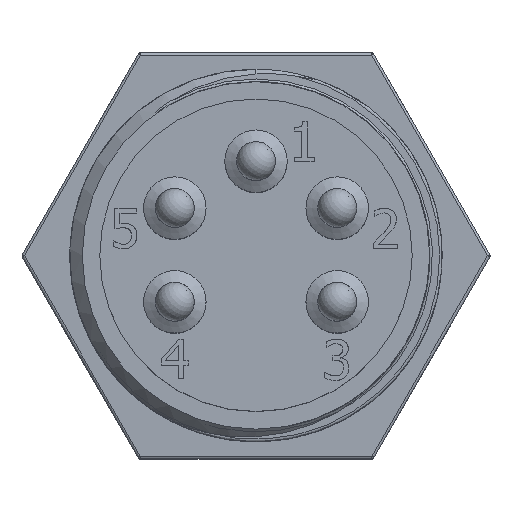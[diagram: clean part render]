
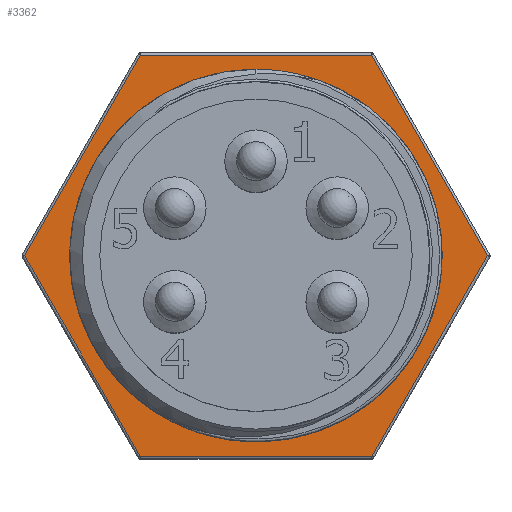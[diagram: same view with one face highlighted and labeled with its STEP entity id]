
A CAD part, top view. The second image highlights one B-rep face of the part: STEP entity #3362.
In plain terms, the highlighted planar face has unit normal (0, 0, 1).
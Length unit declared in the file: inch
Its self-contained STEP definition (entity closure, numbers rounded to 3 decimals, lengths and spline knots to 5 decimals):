
#93=FACE_BOUND($,#764,.T.);
#160=CIRCLE($,#3547,0.363);
#552=FACE_OUTER_BOUND($,#763,.T.);
#763=EDGE_LOOP($,(#2681,#2682,#2683,#2684,#2685,#2686));
#764=EDGE_LOOP($,(#2687));
#1081=LINE($,#13278,#1288);
#1082=LINE($,#13280,#1289);
#1083=LINE($,#13282,#1290);
#1084=LINE($,#13284,#1291);
#1085=LINE($,#13285,#1292);
#1086=LINE($,#13286,#1293);
#1288=VECTOR($,#4052,0.46303);
#1289=VECTOR($,#4053,0.46303);
#1290=VECTOR($,#4054,0.46303);
#1291=VECTOR($,#4055,0.46303);
#1292=VECTOR($,#4056,0.46303);
#1293=VECTOR($,#4057,0.46303);
#1541=VERTEX_POINT($,#13266);
#1544=VERTEX_POINT($,#13273);
#1545=VERTEX_POINT($,#13277);
#1546=VERTEX_POINT($,#13279);
#1547=VERTEX_POINT($,#13281);
#1548=VERTEX_POINT($,#13283);
#1549=VERTEX_POINT($,#13287);
#1954=EDGE_CURVE($,#1545,#1541,#1081,.T.);
#1955=EDGE_CURVE($,#1546,#1545,#1082,.T.);
#1956=EDGE_CURVE($,#1547,#1546,#1083,.T.);
#1957=EDGE_CURVE($,#1548,#1547,#1084,.T.);
#1958=EDGE_CURVE($,#1544,#1548,#1085,.T.);
#1959=EDGE_CURVE($,#1541,#1544,#1086,.T.);
#1960=EDGE_CURVE($,#1549,#1549,#160,.T.);
#2681=ORIENTED_EDGE($,*,*,#1954,.F.);
#2682=ORIENTED_EDGE($,*,*,#1955,.F.);
#2683=ORIENTED_EDGE($,*,*,#1956,.F.);
#2684=ORIENTED_EDGE($,*,*,#1957,.F.);
#2685=ORIENTED_EDGE($,*,*,#1958,.F.);
#2686=ORIENTED_EDGE($,*,*,#1959,.F.);
#2687=ORIENTED_EDGE($,*,*,#1960,.F.);
#3029=PLANE($,#3546);
#3362=ADVANCED_FACE($,(#552,#93),#3029,.F.);
#3546=AXIS2_PLACEMENT_3D($,#13276,#4050,#4051);
#3547=AXIS2_PLACEMENT_3D($,#13288,#4058,#4059);
#4050=DIRECTION('center_axis',(0.,0.,-1.));
#4051=DIRECTION('ref_axis',(-1.,0.,0.));
#4052=DIRECTION($,(0.5,0.866,0.));
#4053=DIRECTION($,(-0.5,0.866,0.));
#4054=DIRECTION($,(-1.,0.,0.));
#4055=DIRECTION($,(-0.5,-0.866,0.));
#4056=DIRECTION($,(0.5,-0.866,0.));
#4057=DIRECTION($,(1.,0.,0.));
#4058=DIRECTION('center_axis',(0.,0.,1.));
#4059=DIRECTION('ref_axis',(-1.,0.,0.));
#13266=CARTESIAN_POINT('',(-0.23152,0.401,0.25));
#13273=CARTESIAN_POINT('',(0.23152,0.401,0.25));
#13276=CARTESIAN_POINT('Origin',(-0.2344,0.406,0.25));
#13277=CARTESIAN_POINT('',(-0.46303,0.,0.25));
#13278=CARTESIAN_POINT($,(-0.46303,0.,0.25));
#13279=CARTESIAN_POINT('',(-0.23152,-0.401,0.25));
#13280=CARTESIAN_POINT($,(-0.23152,-0.401,0.25));
#13281=CARTESIAN_POINT('',(0.23152,-0.401,0.25));
#13282=CARTESIAN_POINT($,(0.23152,-0.401,0.25));
#13283=CARTESIAN_POINT('',(0.46303,0.,0.25));
#13284=CARTESIAN_POINT($,(0.46303,0.,0.25));
#13285=CARTESIAN_POINT($,(0.23152,0.401,0.25));
#13286=CARTESIAN_POINT($,(-0.23152,0.401,0.25));
#13287=CARTESIAN_POINT('',(-0.363,0.,0.25));
#13288=CARTESIAN_POINT('Origin',(0.,0.,
0.25));
